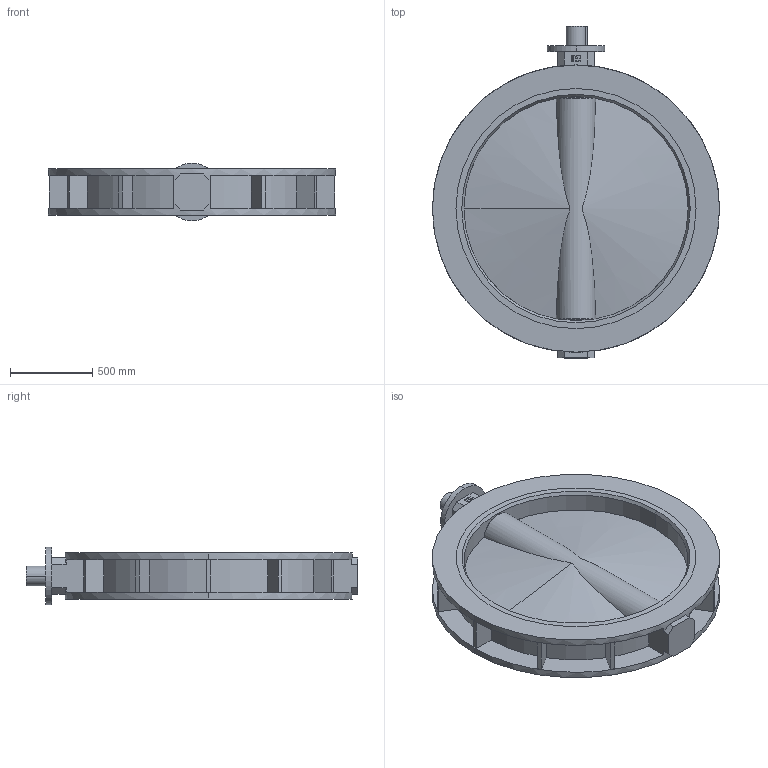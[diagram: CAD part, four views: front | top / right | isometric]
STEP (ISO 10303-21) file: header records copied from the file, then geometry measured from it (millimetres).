
FILE_DESCRIPTION (( 'STEP AP214' ), '1' );
FILE_NAME ('D41400.step', '2013-07-31T06:32:09', ( 'mbuehlmann' ), ( '' ), 'SwSTEP 2.0', 'SolidWorks 2012', '' );
FILE_SCHEMA (( 'AUTOMOTIVE_DESIGN' ));
Length unit declared in the file: millimetre
Products named in the file (6): ia-Logo40; ia-scheibe250_ia-scheibe1400; ia-Dichtungbasic_Dichtung1400; ia-Keil_ia-Keil1400; BO.D41400.__; D41400
Assembly tree (5 placements, depth 2):
  D41400
    BO.D41400.__
    ia-Keil_ia-Keil1400
    ia-Dichtungbasic_Dichtung1400
    ia-scheibe250_ia-scheibe1400
    ia-Logo40
Bounding box: 1746 x 2018 x 350 mm (x, y, z)
Volume: 293467734 mm3; surface area: 12816167.2 mm2
Topology: 5 solids, 5 shells, 147 faces, 393 edges, 256 vertices
Faces by surface type: plane 89, cylinder 30, cone 16, torus 10, sphere 2
Entity records: 5248 total; most frequent: CARTESIAN_POINT 1320, ORIENTED_EDGE 780, DIRECTION 770, EDGE_CURVE 390, AXIS2_PLACEMENT_3D 257, LINE 256, VECTOR 256, VERTEX_POINT 255
